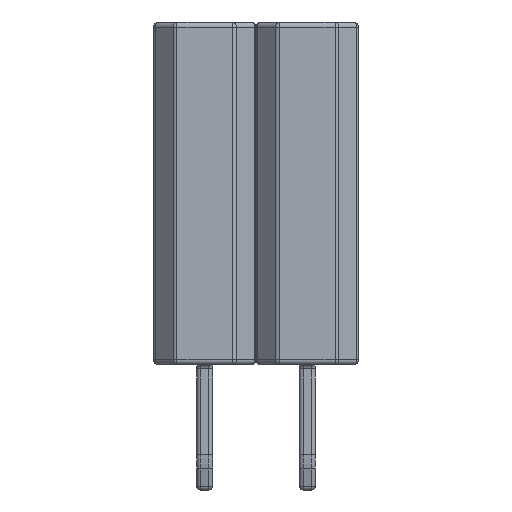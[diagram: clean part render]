
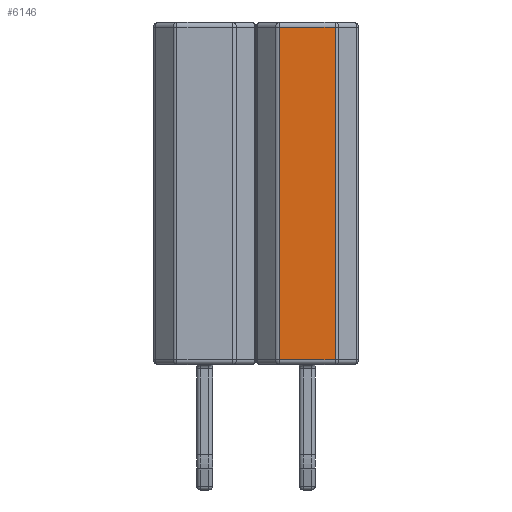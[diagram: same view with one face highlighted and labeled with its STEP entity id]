
A CAD part, left-side view. The second image highlights one B-rep face of the part: STEP entity #6146.
In plain terms, the highlighted planar face has unit normal (-1, 0, 0).
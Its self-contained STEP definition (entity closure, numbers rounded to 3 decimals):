
#5488 = CYLINDRICAL_SURFACE('',#5489,0.125);
#5489 = AXIS2_PLACEMENT_3D('',#5490,#5491,#5492);
#5490 = CARTESIAN_POINT('',(-1.145,0.692,0.));
#5491 = DIRECTION('',(0.,0.,1.));
#5492 = DIRECTION('',(-0.707,0.707,0.));
#5593 = VERTEX_POINT('',#5594);
#5594 = CARTESIAN_POINT('',(-1.27,0.692,0.125));
#5621 = EDGE_CURVE('',#5593,#5622,#5624,.T.);
#5622 = VERTEX_POINT('',#5623);
#5623 = CARTESIAN_POINT('',(-1.27,0.692,8.375));
#5624 = SURFACE_CURVE('',#5625,(#5629,#5636),.PCURVE_S1.);
#5625 = LINE('',#5626,#5627);
#5626 = CARTESIAN_POINT('',(-1.27,0.692,0.));
#5627 = VECTOR('',#5628,1.);
#5628 = DIRECTION('',(0.,0.,1.));
#5629 = PCURVE('',#5488,#5630);
#5630 = DEFINITIONAL_REPRESENTATION('',(#5631),#5635);
#5631 = LINE('',#5632,#5633);
#5632 = CARTESIAN_POINT('',(0.785,0.));
#5633 = VECTOR('',#5634,1.);
#5634 = DIRECTION('',(0.,1.));
#5635 = ( GEOMETRIC_REPRESENTATION_CONTEXT(2) 
PARAMETRIC_REPRESENTATION_CONTEXT() REPRESENTATION_CONTEXT('2D SPACE',''
  ) );
#5636 = PCURVE('',#5637,#5642);
#5637 = PLANE('',#5638);
#5638 = AXIS2_PLACEMENT_3D('',#5639,#5640,#5641);
#5639 = CARTESIAN_POINT('',(-1.27,-0.744,0.));
#5640 = DIRECTION('',(-1.,0.,0.));
#5641 = DIRECTION('',(0.,1.,0.));
#5642 = DEFINITIONAL_REPRESENTATION('',(#5643),#5647);
#5643 = LINE('',#5644,#5645);
#5644 = CARTESIAN_POINT('',(1.436,0.));
#5645 = VECTOR('',#5646,1.);
#5646 = DIRECTION('',(0.,-1.));
#5647 = ( GEOMETRIC_REPRESENTATION_CONTEXT(2) 
PARAMETRIC_REPRESENTATION_CONTEXT() REPRESENTATION_CONTEXT('2D SPACE',''
  ) );
#5851 = CYLINDRICAL_SURFACE('',#5852,0.125);
#5852 = AXIS2_PLACEMENT_3D('',#5853,#5854,#5855);
#5853 = CARTESIAN_POINT('',(-1.145,-0.744,8.375));
#5854 = DIRECTION('',(0.,1.,0.));
#5855 = DIRECTION('',(-1.,0.,0.));
#6133 = CYLINDRICAL_SURFACE('',#6134,0.125);
#6134 = AXIS2_PLACEMENT_3D('',#6135,#6136,#6137);
#6135 = CARTESIAN_POINT('',(-1.145,-0.744,0.125));
#6136 = DIRECTION('',(0.,1.,0.));
#6137 = DIRECTION('',(-1.,0.,0.));
#6146 = ADVANCED_FACE('',(#6147),#5637,.T.);
#6147 = FACE_BOUND('',#6148,.T.);
#6148 = EDGE_LOOP('',(#6149,#6172,#6173,#6196));
#6149 = ORIENTED_EDGE('',*,*,#6150,.T.);
#6150 = EDGE_CURVE('',#6151,#5622,#6153,.T.);
#6151 = VERTEX_POINT('',#6152);
#6152 = CARTESIAN_POINT('',(-1.27,-0.692,8.375));
#6153 = SURFACE_CURVE('',#6154,(#6158,#6165),.PCURVE_S1.);
#6154 = LINE('',#6155,#6156);
#6155 = CARTESIAN_POINT('',(-1.27,-0.744,8.375));
#6156 = VECTOR('',#6157,1.);
#6157 = DIRECTION('',(0.,1.,0.));
#6158 = PCURVE('',#5637,#6159);
#6159 = DEFINITIONAL_REPRESENTATION('',(#6160),#6164);
#6160 = LINE('',#6161,#6162);
#6161 = CARTESIAN_POINT('',(0.,-8.375));
#6162 = VECTOR('',#6163,1.);
#6163 = DIRECTION('',(1.,0.));
#6164 = ( GEOMETRIC_REPRESENTATION_CONTEXT(2) 
PARAMETRIC_REPRESENTATION_CONTEXT() REPRESENTATION_CONTEXT('2D SPACE',''
  ) );
#6165 = PCURVE('',#5851,#6166);
#6166 = DEFINITIONAL_REPRESENTATION('',(#6167),#6171);
#6167 = LINE('',#6168,#6169);
#6168 = CARTESIAN_POINT('',(0.,0.));
#6169 = VECTOR('',#6170,1.);
#6170 = DIRECTION('',(0.,1.));
#6171 = ( GEOMETRIC_REPRESENTATION_CONTEXT(2) 
PARAMETRIC_REPRESENTATION_CONTEXT() REPRESENTATION_CONTEXT('2D SPACE',''
  ) );
#6172 = ORIENTED_EDGE('',*,*,#5621,.F.);
#6173 = ORIENTED_EDGE('',*,*,#6174,.F.);
#6174 = EDGE_CURVE('',#6175,#5593,#6177,.T.);
#6175 = VERTEX_POINT('',#6176);
#6176 = CARTESIAN_POINT('',(-1.27,-0.692,0.125));
#6177 = SURFACE_CURVE('',#6178,(#6182,#6189),.PCURVE_S1.);
#6178 = LINE('',#6179,#6180);
#6179 = CARTESIAN_POINT('',(-1.27,-0.744,0.125));
#6180 = VECTOR('',#6181,1.);
#6181 = DIRECTION('',(0.,1.,0.));
#6182 = PCURVE('',#5637,#6183);
#6183 = DEFINITIONAL_REPRESENTATION('',(#6184),#6188);
#6184 = LINE('',#6185,#6186);
#6185 = CARTESIAN_POINT('',(0.,-0.125));
#6186 = VECTOR('',#6187,1.);
#6187 = DIRECTION('',(1.,0.));
#6188 = ( GEOMETRIC_REPRESENTATION_CONTEXT(2) 
PARAMETRIC_REPRESENTATION_CONTEXT() REPRESENTATION_CONTEXT('2D SPACE',''
  ) );
#6189 = PCURVE('',#6133,#6190);
#6190 = DEFINITIONAL_REPRESENTATION('',(#6191),#6195);
#6191 = LINE('',#6192,#6193);
#6192 = CARTESIAN_POINT('',(-0.,0.));
#6193 = VECTOR('',#6194,1.);
#6194 = DIRECTION('',(-0.,1.));
#6195 = ( GEOMETRIC_REPRESENTATION_CONTEXT(2) 
PARAMETRIC_REPRESENTATION_CONTEXT() REPRESENTATION_CONTEXT('2D SPACE',''
  ) );
#6196 = ORIENTED_EDGE('',*,*,#6197,.T.);
#6197 = EDGE_CURVE('',#6175,#6151,#6198,.T.);
#6198 = SURFACE_CURVE('',#6199,(#6203,#6210),.PCURVE_S1.);
#6199 = LINE('',#6200,#6201);
#6200 = CARTESIAN_POINT('',(-1.27,-0.692,0.));
#6201 = VECTOR('',#6202,1.);
#6202 = DIRECTION('',(0.,0.,1.));
#6203 = PCURVE('',#5637,#6204);
#6204 = DEFINITIONAL_REPRESENTATION('',(#6205),#6209);
#6205 = LINE('',#6206,#6207);
#6206 = CARTESIAN_POINT('',(0.052,0.));
#6207 = VECTOR('',#6208,1.);
#6208 = DIRECTION('',(0.,-1.));
#6209 = ( GEOMETRIC_REPRESENTATION_CONTEXT(2) 
PARAMETRIC_REPRESENTATION_CONTEXT() REPRESENTATION_CONTEXT('2D SPACE',''
  ) );
#6210 = PCURVE('',#6211,#6216);
#6211 = CYLINDRICAL_SURFACE('',#6212,0.125);
#6212 = AXIS2_PLACEMENT_3D('',#6213,#6214,#6215);
#6213 = CARTESIAN_POINT('',(-1.145,-0.692,0.));
#6214 = DIRECTION('',(0.,0.,1.));
#6215 = DIRECTION('',(-1.,0.,0.));
#6216 = DEFINITIONAL_REPRESENTATION('',(#6217),#6221);
#6217 = LINE('',#6218,#6219);
#6218 = CARTESIAN_POINT('',(0.,0.));
#6219 = VECTOR('',#6220,1.);
#6220 = DIRECTION('',(0.,1.));
#6221 = ( GEOMETRIC_REPRESENTATION_CONTEXT(2) 
PARAMETRIC_REPRESENTATION_CONTEXT() REPRESENTATION_CONTEXT('2D SPACE',''
  ) );
